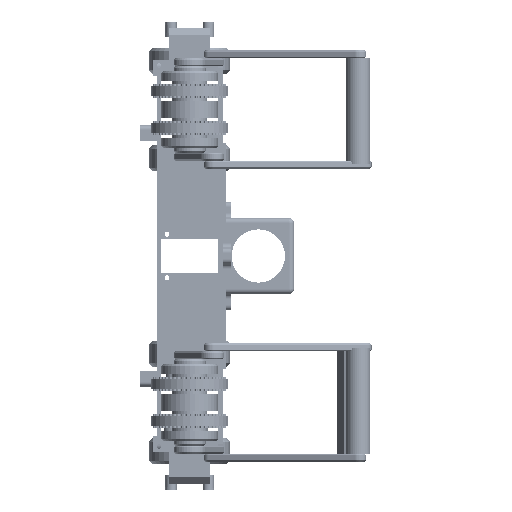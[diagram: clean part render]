
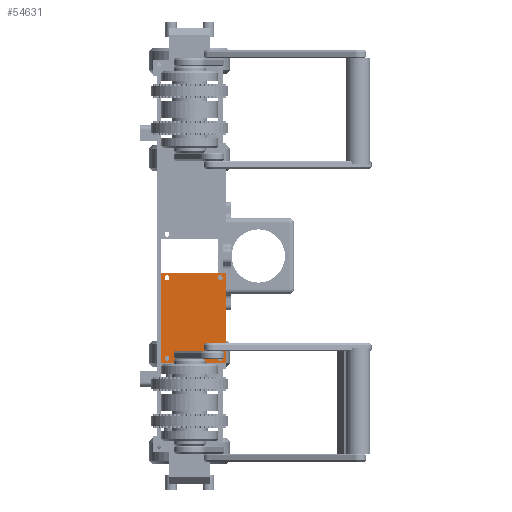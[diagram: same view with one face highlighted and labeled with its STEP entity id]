
A CAD part, left-side view. The second image highlights one B-rep face of the part: STEP entity #54631.
In plain terms, the highlighted face is planar.
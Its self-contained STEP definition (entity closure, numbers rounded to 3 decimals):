
#54382=CARTESIAN_POINT('',(-16.5,2.,25.));
#54383=DIRECTION('',(0.,1.,0.));
#54384=DIRECTION('',(1.,0.,0.));
#54385=AXIS2_PLACEMENT_3D('',#54382,#54383,#54384);
#54387=CARTESIAN_POINT('',(-16.5,2.,25.));
#54388=DIRECTION('',(0.,1.,0.));
#54389=DIRECTION('',(-1.,0.,0.));
#54390=AXIS2_PLACEMENT_3D('',#54387,#54388,#54389);
#54392=CARTESIAN_POINT('',(16.5,2.,25.));
#54393=DIRECTION('',(0.,1.,0.));
#54394=DIRECTION('',(1.,0.,0.));
#54395=AXIS2_PLACEMENT_3D('',#54392,#54393,#54394);
#54397=CARTESIAN_POINT('',(16.5,2.,25.));
#54398=DIRECTION('',(0.,1.,0.));
#54399=DIRECTION('',(-1.,0.,0.));
#54400=AXIS2_PLACEMENT_3D('',#54397,#54398,#54399);
#54402=CARTESIAN_POINT('',(-16.5,2.,-25.));
#54403=DIRECTION('',(0.,1.,0.));
#54404=DIRECTION('',(1.,0.,0.));
#54405=AXIS2_PLACEMENT_3D('',#54402,#54403,#54404);
#54407=CARTESIAN_POINT('',(-16.5,2.,-25.));
#54408=DIRECTION('',(0.,1.,0.));
#54409=DIRECTION('',(-1.,0.,0.));
#54410=AXIS2_PLACEMENT_3D('',#54407,#54408,#54409);
#54412=CARTESIAN_POINT('',(16.5,2.,-25.));
#54413=DIRECTION('',(0.,1.,0.));
#54414=DIRECTION('',(1.,0.,0.));
#54415=AXIS2_PLACEMENT_3D('',#54412,#54413,#54414);
#54417=CARTESIAN_POINT('',(16.5,2.,-25.));
#54418=DIRECTION('',(0.,1.,0.));
#54419=DIRECTION('',(-1.,0.,0.));
#54420=AXIS2_PLACEMENT_3D('',#54417,#54418,#54419);
#54422=DIRECTION('',(0.,0.,-1.));
#54423=VECTOR('',#54422,56.);
#54424=CARTESIAN_POINT('',(-20.,2.,28.));
#54425=LINE('',#54424,#54423);
#54426=DIRECTION('',(1.,0.,0.));
#54427=VECTOR('',#54426,40.);
#54428=CARTESIAN_POINT('',(-20.,2.,-28.));
#54429=LINE('',#54428,#54427);
#54430=DIRECTION('',(0.,0.,1.));
#54431=VECTOR('',#54430,56.);
#54432=CARTESIAN_POINT('',(20.,2.,-28.));
#54433=LINE('',#54432,#54431);
#54434=DIRECTION('',(-1.,0.,0.));
#54435=VECTOR('',#54434,40.);
#54436=CARTESIAN_POINT('',(20.,2.,28.));
#54437=LINE('',#54436,#54435);
#54502=CARTESIAN_POINT('',(-15.,2.,25.));
#54503=CARTESIAN_POINT('',(-18.,2.,25.));
#54504=VERTEX_POINT('',#54502);
#54505=VERTEX_POINT('',#54503);
#54506=CARTESIAN_POINT('',(18.,2.,25.));
#54507=CARTESIAN_POINT('',(15.,2.,25.));
#54508=VERTEX_POINT('',#54506);
#54509=VERTEX_POINT('',#54507);
#54510=CARTESIAN_POINT('',(-15.,2.,-25.));
#54511=CARTESIAN_POINT('',(-18.,2.,-25.));
#54512=VERTEX_POINT('',#54510);
#54513=VERTEX_POINT('',#54511);
#54514=CARTESIAN_POINT('',(18.,2.,-25.));
#54515=CARTESIAN_POINT('',(15.,2.,-25.));
#54516=VERTEX_POINT('',#54514);
#54517=VERTEX_POINT('',#54515);
#54518=CARTESIAN_POINT('',(-20.,2.,28.));
#54519=CARTESIAN_POINT('',(-20.,2.,-28.));
#54520=VERTEX_POINT('',#54518);
#54521=VERTEX_POINT('',#54519);
#54522=CARTESIAN_POINT('',(20.,2.,-28.));
#54523=VERTEX_POINT('',#54522);
#54524=CARTESIAN_POINT('',(20.,2.,28.));
#54525=VERTEX_POINT('',#54524);
#54594=CARTESIAN_POINT('',(0.,2.,0.));
#54595=DIRECTION('',(0.,-1.,0.));
#54596=DIRECTION('',(1.,0.,0.));
#54597=AXIS2_PLACEMENT_3D('',#54594,#54595,#54596);
#54598=PLANE('',#54597);
#54600=ORIENTED_EDGE('',*,*,#54599,.T.);
#54602=ORIENTED_EDGE('',*,*,#54601,.T.);
#54604=ORIENTED_EDGE('',*,*,#54603,.T.);
#54606=ORIENTED_EDGE('',*,*,#54605,.T.);
#54607=EDGE_LOOP('',(#54600,#54602,#54604,#54606));
#54608=FACE_OUTER_BOUND('',#54607,.F.);
#54610=ORIENTED_EDGE('',*,*,#54609,.T.);
#54612=ORIENTED_EDGE('',*,*,#54611,.T.);
#54613=EDGE_LOOP('',(#54610,#54612));
#54614=FACE_BOUND('',#54613,.F.);
#54616=ORIENTED_EDGE('',*,*,#54615,.T.);
#54618=ORIENTED_EDGE('',*,*,#54617,.T.);
#54619=EDGE_LOOP('',(#54616,#54618));
#54620=FACE_BOUND('',#54619,.F.);
#54622=ORIENTED_EDGE('',*,*,#54621,.T.);
#54624=ORIENTED_EDGE('',*,*,#54623,.T.);
#54625=EDGE_LOOP('',(#54622,#54624));
#54626=FACE_BOUND('',#54625,.F.);
#54627=ORIENTED_EDGE('',*,*,#54574,.T.);
#54628=ORIENTED_EDGE('',*,*,#54588,.T.);
#54629=EDGE_LOOP('',(#54627,#54628));
#54630=FACE_BOUND('',#54629,.F.);
#54386=CIRCLE('',#54385,1.5);
#54391=CIRCLE('',#54390,1.5);
#54396=CIRCLE('',#54395,1.5);
#54401=CIRCLE('',#54400,1.5);
#54406=CIRCLE('',#54405,1.5);
#54411=CIRCLE('',#54410,1.5);
#54416=CIRCLE('',#54415,1.5);
#54421=CIRCLE('',#54420,1.5);
#54574=EDGE_CURVE('',#54504,#54505,#54386,.T.);
#54588=EDGE_CURVE('',#54505,#54504,#54391,.T.);
#54599=EDGE_CURVE('',#54520,#54521,#54425,.T.);
#54601=EDGE_CURVE('',#54521,#54523,#54429,.T.);
#54603=EDGE_CURVE('',#54523,#54525,#54433,.T.);
#54605=EDGE_CURVE('',#54525,#54520,#54437,.T.);
#54609=EDGE_CURVE('',#54508,#54509,#54396,.T.);
#54611=EDGE_CURVE('',#54509,#54508,#54401,.T.);
#54615=EDGE_CURVE('',#54512,#54513,#54406,.T.);
#54617=EDGE_CURVE('',#54513,#54512,#54411,.T.);
#54621=EDGE_CURVE('',#54516,#54517,#54416,.T.);
#54623=EDGE_CURVE('',#54517,#54516,#54421,.T.);
#54631=ADVANCED_FACE('',(#54608,#54614,#54620,#54626,#54630),#54598,.F.);
